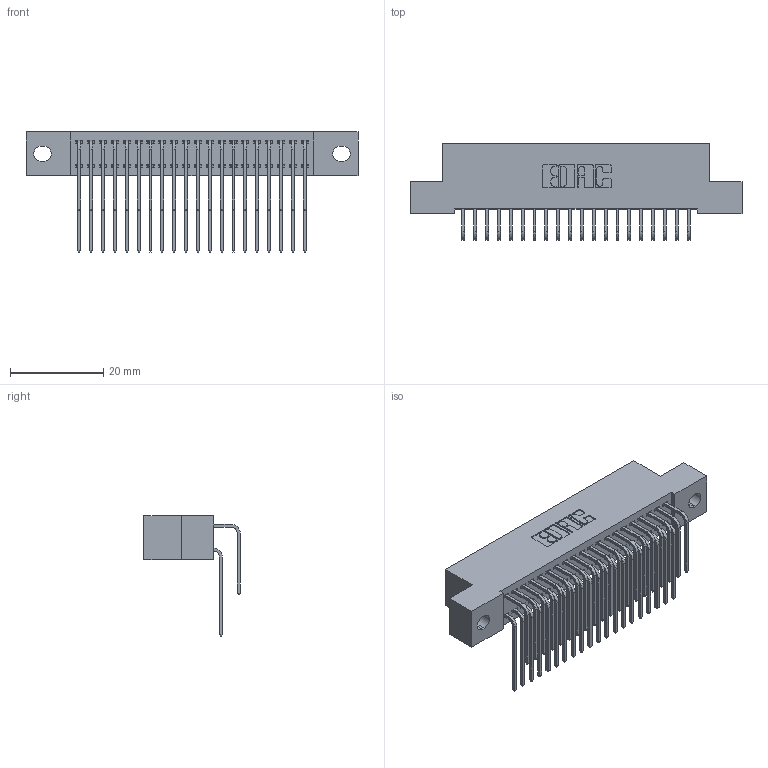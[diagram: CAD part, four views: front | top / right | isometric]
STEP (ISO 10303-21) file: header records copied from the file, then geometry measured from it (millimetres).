
FILE_DESCRIPTION (( 'STEP AP203' ), '1' );
FILE_NAME ('342-040-559-202.STEP', '2018-08-12T01:11:04', ( '' ), ( '' ), 'SwSTEP 2.0', 'SolidWorks 2016', '' );
FILE_SCHEMA (( 'CONFIG_CONTROL_DESIGN' ));
Length unit declared in the file: inch
Products named in the file (4): 342 Part_.128 Slot; 345-292-001_558 559 Tail - 1; 345-292-001_559 Tail - 2; 342-040-559-202
Assembly tree (41 placements, depth 2):
  342-040-559-202
    342 Part_.128 Slot
    345-292-001_558 559 Tail - 1  x20
    345-292-001_559 Tail - 2  x20
Bounding box: 71.12 x 20.64 x 25.78 mm (x, y, z)
Volume: 6464.6 mm3; surface area: 10784 mm2
Topology: 41 solids, 41 shells, 2274 faces, 6751 edges, 4446 vertices
Faces by surface type: plane 1590, cylinder 684
Entity records: 17499 total; most frequent: CARTESIAN_POINT 2977, ORIENTED_EDGE 2862, DIRECTION 2563, EDGE_CURVE 1431, VECTOR 1263, LINE 1263, VERTEX_POINT 950, AXIS2_PLACEMENT_3D 650
